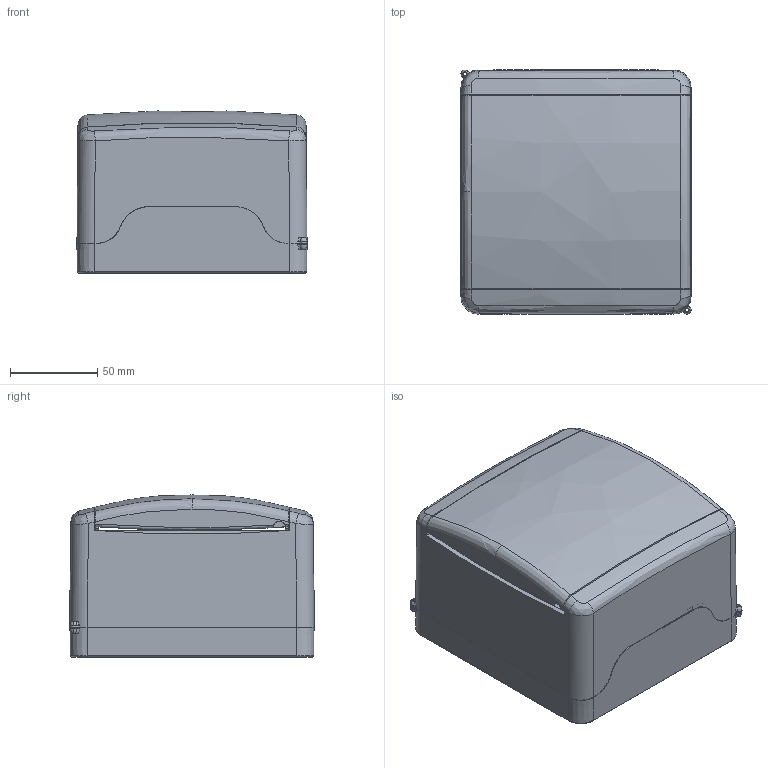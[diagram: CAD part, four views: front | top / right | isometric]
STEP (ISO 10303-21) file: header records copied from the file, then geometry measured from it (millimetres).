
FILE_DESCRIPTION (( 'STEP AP214' ), '1' );
FILE_NAME ('6 mod.STEP', '2023-09-11T10:23:31', ( '' ), ( '' ), 'SwSTEP 2.0', 'SolidWorks 2022', '' );
FILE_SCHEMA (( 'AUTOMOTIVE_DESIGN' ));
Length unit declared in the file: millimetre
Products named in the file (7): Дверца 6ucp_160126_уклоны; Plate 6uc; Корпус 6ucp_160126_Уклоны; 6 mod; Микрик АББ_Закрыт; Крышка 6ucp_160201_без уклонов; Саморез 3х16
Assembly tree (7 placements, depth 2):
  6 mod
    Корпус 6ucp_160126_Уклоны
    Крышка 6ucp_160201_без уклонов
    Дверца 6ucp_160126_уклоны
    Микрик АББ_Закрыт
    Саморез 3х16  x2
    Plate 6uc
Bounding box: 132 x 140.37 x 92.97 mm (x, y, z)
Volume: 193717.2 mm3; surface area: 221919.5 mm2
Topology: 7 solids, 7 shells, 1318 faces, 3513 edges, 2200 vertices
Faces by surface type: plane 698, cylinder 224, bspline 183, cone 127, torus 80, sphere 6
Entity records: 51030 total; most frequent: CARTESIAN_POINT 20479, ORIENTED_EDGE 6850, DIRECTION 5464, EDGE_CURVE 3425, VERTEX_POINT 2162, LINE 2044, VECTOR 2044, AXIS2_PLACEMENT_3D 1710
